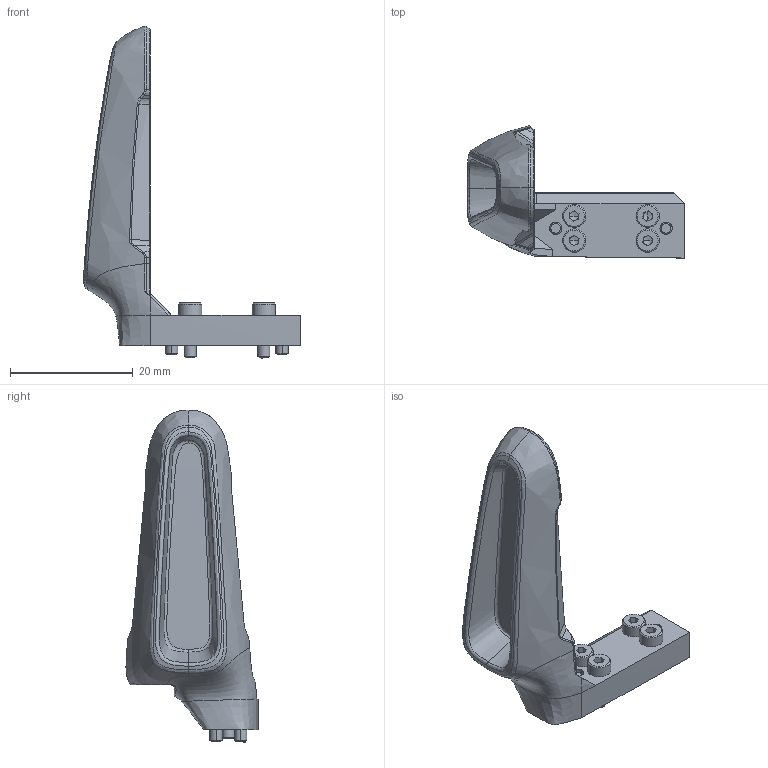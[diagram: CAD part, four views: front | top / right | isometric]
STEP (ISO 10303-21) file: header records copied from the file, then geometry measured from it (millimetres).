
FILE_DESCRIPTION (( 'STEP AP203' ), '1' );
FILE_NAME ('IRB14000_GRIPPER_rev00_Tool1_Finger1.STEP', '2015-06-10T02:48:15', ( 'ABB' ), ( 'ABB' ), 'SwSTEP 2.0', 'SolidWorks 2012', '' );
FILE_SCHEMA (( 'CONFIG_CONTROL_DESIGN' ));
Length unit declared in the file: millimetre
Products named in the file (1): IRB14000_GRIPPER_rev00_Tool1_Finger1
Bounding box: 35.39 x 21.55 x 54.16 mm (x, y, z)
Volume: 5873.6 mm3; surface area: 3895.3 mm2
Topology: 7 solids, 7 shells, 269 faces, 630 edges, 377 vertices
Faces by surface type: bspline 104, plane 78, cylinder 53, cone 32, torus 2
Entity records: 21385 total; most frequent: CARTESIAN_POINT 16190, ORIENTED_EDGE 1244, DIRECTION 764, EDGE_CURVE 622, VERTEX_POINT 377, EDGE_LOOP 291, AXIS2_PLACEMENT_3D 288, ADVANCED_FACE 269
